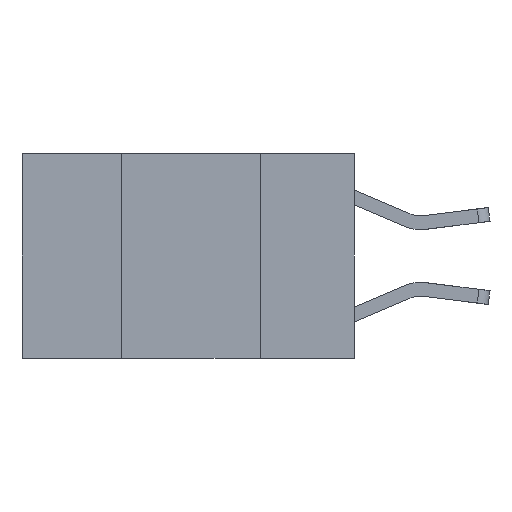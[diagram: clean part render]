
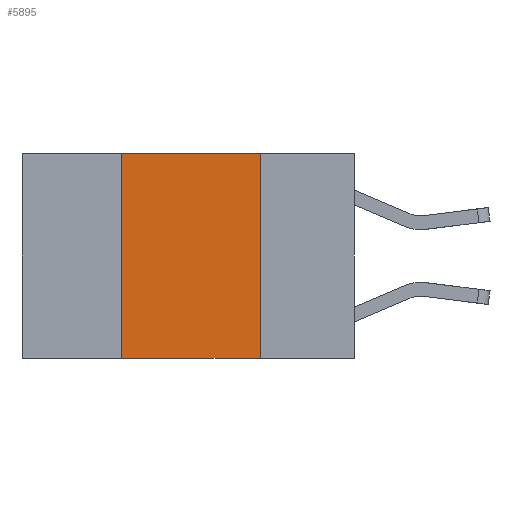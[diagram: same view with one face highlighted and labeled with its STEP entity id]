
A CAD part, left-side view. The second image highlights one B-rep face of the part: STEP entity #5895.
In plain terms, the highlighted planar face has unit normal (-1, 0, 0).
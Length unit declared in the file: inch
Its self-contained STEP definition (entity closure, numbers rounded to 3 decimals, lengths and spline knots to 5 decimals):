
#148 = DIRECTION ( 'NONE',  ( 0., 0., 1. ) ) ;
#268 = EDGE_CURVE ( 'NONE', #3941, #5602, #9398, .T. ) ;
#596 = VECTOR ( 'NONE', #148, 39.37008 ) ;
#969 = LINE ( 'NONE', #6907, #596 ) ;
#1216 = CARTESIAN_POINT ( 'NONE',  ( 0., 0.6, 0. ) ) ;
#1479 = VERTEX_POINT ( 'NONE', #3159 ) ;
#1555 = DIRECTION ( 'NONE',  ( 0., -1., 0. ) ) ;
#1641 = CARTESIAN_POINT ( 'NONE',  ( 0., 0.6, 0. ) ) ;
#2015 = PLANE ( 'NONE',  #2253 ) ;
#2024 = CARTESIAN_POINT ( 'NONE',  ( 0., 0.17, 0. ) ) ;
#2074 = DIRECTION ( 'NONE',  ( 1., 0., 0. ) ) ;
#2199 = ORIENTED_EDGE ( 'NONE', *, *, #10064, .F. ) ;
#2249 = CARTESIAN_POINT ( 'NONE',  ( 0., 0.17, -0.37 ) ) ;
#2253 = AXIS2_PLACEMENT_3D ( 'NONE', #1216, #2074, #5476 ) ;
#2814 = VERTEX_POINT ( 'NONE', #2024 ) ;
#2994 = LINE ( 'NONE', #7404, #7666 ) ;
#3159 = CARTESIAN_POINT ( 'NONE',  ( 0., 0.42, 0. ) ) ;
#3229 = DIRECTION ( 'NONE',  ( 0., -1., 0. ) ) ;
#3941 = VERTEX_POINT ( 'NONE', #8560 ) ;
#5476 = DIRECTION ( 'NONE',  ( 0., 0., -1. ) ) ;
#5602 = VERTEX_POINT ( 'NONE', #2249 ) ;
#5895 = ADVANCED_FACE ( 'NONE', ( #10755 ), #2015, .F. ) ;
#5928 = ORIENTED_EDGE ( 'NONE', *, *, #6708, .F. ) ;
#5963 = VECTOR ( 'NONE', #1555, 39.37008 ) ;
#6536 = DIRECTION ( 'NONE',  ( 0., 0., -1. ) ) ;
#6575 = CARTESIAN_POINT ( 'NONE',  ( 0., 0.6, -0.37 ) ) ;
#6708 = EDGE_CURVE ( 'NONE', #2814, #5602, #2994, .T. ) ;
#6718 = ORIENTED_EDGE ( 'NONE', *, *, #10401, .F. ) ;
#6722 = LINE ( 'NONE', #1641, #7906 ) ;
#6907 = CARTESIAN_POINT ( 'NONE',  ( 0., 0.42, 0. ) ) ;
#7404 = CARTESIAN_POINT ( 'NONE',  ( 0., 0.17, 0. ) ) ;
#7666 = VECTOR ( 'NONE', #6536, 39.37008 ) ;
#7906 = VECTOR ( 'NONE', #3229, 39.37008 ) ;
#8560 = CARTESIAN_POINT ( 'NONE',  ( 0., 0.42, -0.37 ) ) ;
#9398 = LINE ( 'NONE', #6575, #5963 ) ;
#10064 = EDGE_CURVE ( 'NONE', #3941, #1479, #969, .T. ) ;
#10401 = EDGE_CURVE ( 'NONE', #1479, #2814, #6722, .T. ) ;
#10554 = ORIENTED_EDGE ( 'NONE', *, *, #268, .T. ) ;
#10629 = EDGE_LOOP ( 'NONE', ( #5928, #6718, #2199, #10554 ) ) ;
#10755 = FACE_OUTER_BOUND ( 'NONE', #10629, .T. ) ;
